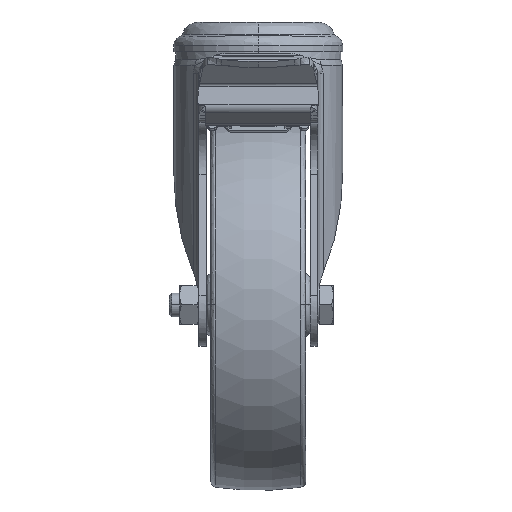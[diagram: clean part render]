
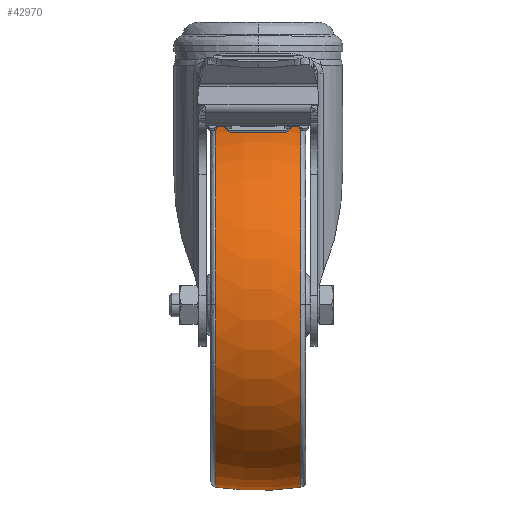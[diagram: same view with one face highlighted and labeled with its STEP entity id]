
A CAD part, top view. The second image highlights one B-rep face of the part: STEP entity #42970.
In plain terms, the highlighted toroidal (fillet/blend) face has major radius 37.5 mm and minor radius 100 mm.
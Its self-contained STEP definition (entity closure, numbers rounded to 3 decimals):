
#2754 = CARTESIAN_POINT ( 'NONE',  ( -14.286, -34.026, 40. ) ) ;
#4547 = CARTESIAN_POINT ( 'NONE',  ( 14.286, -95.5, 101.474 ) ) ;
#6213 = ORIENTED_EDGE ( 'NONE', *, *, #23802, .T. ) ;
#6926 = TOROIDAL_SURFACE ( 'NONE', #24157, -37.5, 100. ) ;
#7961 = ORIENTED_EDGE ( 'NONE', *, *, #37826, .F. ) ;
#8419 = ORIENTED_EDGE ( 'NONE', *, *, #31598, .F. ) ;
#8791 = CARTESIAN_POINT ( 'NONE',  ( -14.286, -95.5, 40. ) ) ;
#9919 = DIRECTION ( 'NONE',  ( -1., 0., 0. ) ) ;
#10142 = DIRECTION ( 'NONE',  ( 0., 0., -1. ) ) ;
#10555 = CARTESIAN_POINT ( 'NONE',  ( -14.286, -156.974, 40. ) ) ;
#11932 = EDGE_CURVE ( 'NONE', #35575, #15500, #22513, .T. ) ;
#12733 = AXIS2_PLACEMENT_3D ( 'NONE', #48857, #41212, #41724 ) ;
#13758 = EDGE_CURVE ( 'NONE', #29706, #31635, #26641, .T. ) ;
#14325 = DIRECTION ( 'NONE',  ( 0., -1., 0. ) ) ;
#15123 = CIRCLE ( 'NONE', #34470, 61.474 ) ;
#15500 = VERTEX_POINT ( 'NONE', #50059 ) ;
#17435 = CARTESIAN_POINT ( 'NONE',  ( -14.286, -95.5, 40. ) ) ;
#19057 = ORIENTED_EDGE ( 'NONE', *, *, #30157, .F. ) ;
#20706 = AXIS2_PLACEMENT_3D ( 'NONE', #25009, #41205, #40553 ) ;
#22063 = ORIENTED_EDGE ( 'NONE', *, *, #13758, .F. ) ;
#22513 = CIRCLE ( 'NONE', #41579, 61.474 ) ;
#23802 = EDGE_CURVE ( 'NONE', #35575, #31635, #37609, .T. ) ;
#24157 = AXIS2_PLACEMENT_3D ( 'NONE', #44631, #29625, #33874 ) ;
#25009 = CARTESIAN_POINT ( 'NONE',  ( 14.286, -95.5, 40. ) ) ;
#26641 = CIRCLE ( 'NONE', #20706, 61.474 ) ;
#29363 = DIRECTION ( 'NONE',  ( 0., -1., 0. ) ) ;
#29625 = DIRECTION ( 'NONE',  ( 1., 0., 0. ) ) ;
#29706 = VERTEX_POINT ( 'NONE', #4547 ) ;
#30157 = EDGE_CURVE ( 'NONE', #48097, #34145, #43314, .T. ) ;
#31598 = EDGE_CURVE ( 'NONE', #34145, #29706, #32960, .T. ) ;
#31635 = VERTEX_POINT ( 'NONE', #41546 ) ;
#32960 = CIRCLE ( 'NONE', #12733, 61.474 ) ;
#33514 = CARTESIAN_POINT ( 'NONE',  ( 0., -133., 40. ) ) ;
#33770 = CARTESIAN_POINT ( 'NONE',  ( 0., -58., 40. ) ) ;
#33874 = DIRECTION ( 'NONE',  ( 0., 1., 0. ) ) ;
#34145 = VERTEX_POINT ( 'NONE', #43109 ) ;
#34470 = AXIS2_PLACEMENT_3D ( 'NONE', #8791, #36634, #48041 ) ;
#35575 = VERTEX_POINT ( 'NONE', #10555 ) ;
#36634 = DIRECTION ( 'NONE',  ( -1., 0., 0. ) ) ;
#37438 = EDGE_LOOP ( 'NONE', ( #42385, #6213, #22063, #8419, #19057, #7961 ) ) ;
#37609 = CIRCLE ( 'NONE', #46212, 100. ) ;
#37684 = DIRECTION ( 'NONE',  ( 0., 0., 1. ) ) ;
#37826 = EDGE_CURVE ( 'NONE', #15500, #48097, #15123, .T. ) ;
#40553 = DIRECTION ( 'NONE',  ( 0., 1., 0. ) ) ;
#40568 = FACE_OUTER_BOUND ( 'NONE', #37438, .T. ) ;
#41205 = DIRECTION ( 'NONE',  ( 1., 0., 0. ) ) ;
#41212 = DIRECTION ( 'NONE',  ( 1., 0., 0. ) ) ;
#41367 = DIRECTION ( 'NONE',  ( -1., 0., 0. ) ) ;
#41546 = CARTESIAN_POINT ( 'NONE',  ( 14.286, -156.974, 40. ) ) ;
#41579 = AXIS2_PLACEMENT_3D ( 'NONE', #17435, #9919, #29363 ) ;
#41724 = DIRECTION ( 'NONE',  ( 0., 1., 0. ) ) ;
#42385 = ORIENTED_EDGE ( 'NONE', *, *, #11932, .F. ) ;
#42458 = AXIS2_PLACEMENT_3D ( 'NONE', #33514, #10142, #41367 ) ;
#42970 = ADVANCED_FACE ( 'NONE', ( #40568 ), #6926, .T. ) ;
#43109 = CARTESIAN_POINT ( 'NONE',  ( 14.286, -34.026, 40. ) ) ;
#43314 = CIRCLE ( 'NONE', #42458, 100. ) ;
#44631 = CARTESIAN_POINT ( 'NONE',  ( 0., -95.5, 40. ) ) ;
#46212 = AXIS2_PLACEMENT_3D ( 'NONE', #33770, #37684, #14325 ) ;
#48041 = DIRECTION ( 'NONE',  ( 0., -1., 0. ) ) ;
#48097 = VERTEX_POINT ( 'NONE', #2754 ) ;
#48857 = CARTESIAN_POINT ( 'NONE',  ( 14.286, -95.5, 40. ) ) ;
#50059 = CARTESIAN_POINT ( 'NONE',  ( -14.286, -95.5, 101.474 ) ) ;
